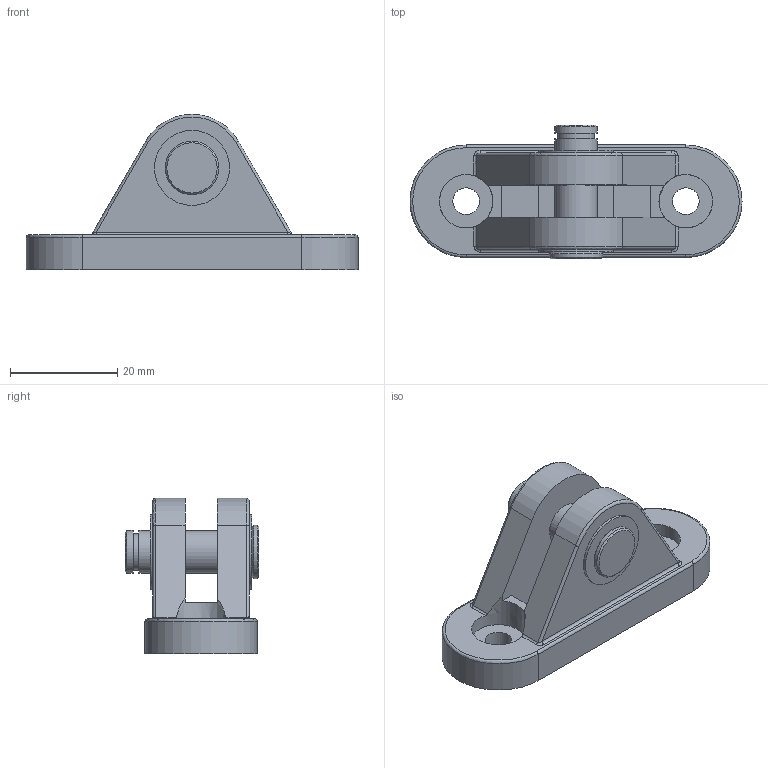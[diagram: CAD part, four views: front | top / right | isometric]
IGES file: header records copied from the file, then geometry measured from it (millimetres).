
Global section: file name: 700100.stp.ipt; native system: Autodesk Inventor 2014; preprocessor: unknown; author: zeman; date: 20151016.102004; units: millimetre
Bounding box: 62 x 25 x 29 mm (x, y, z)
Volume: 14322.9 mm3; surface area: 7246.3 mm2
Topology: 2 solids, 2 shells, 73 faces, 174 edges, 111 vertices
Faces by surface type: plane 34, revolution 16, cylinder 16, bspline 4, cone 3
Full cylindrical faces by diameter (mm): 6.8 x1, 8 x2, 10 x1, 14 x2
